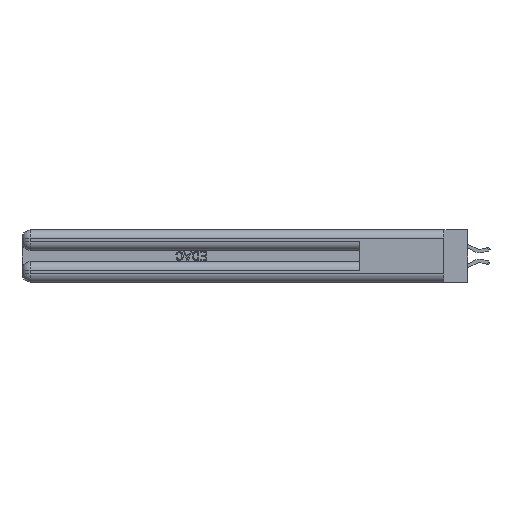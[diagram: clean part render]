
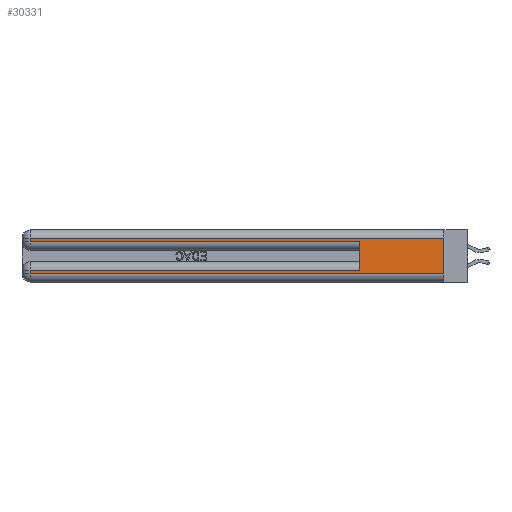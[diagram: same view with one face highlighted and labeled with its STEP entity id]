
A CAD part, left-side view. The second image highlights one B-rep face of the part: STEP entity #30331.
In plain terms, the highlighted planar face has unit normal (-1, 0, 0).
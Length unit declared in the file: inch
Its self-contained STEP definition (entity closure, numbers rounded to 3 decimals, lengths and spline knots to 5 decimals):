
#1823 = CARTESIAN_POINT ( 'NONE',  ( 0., 2.94, 0.31 ) ) ;
#2009 = DIRECTION ( 'NONE',  ( 0., 1., 0. ) ) ;
#2727 = FACE_OUTER_BOUND ( 'NONE', #42992, .T. ) ;
#2768 = VECTOR ( 'NONE', #28480, 39.37008 ) ;
#3879 = LINE ( 'NONE', #7203, #2768 ) ;
#4117 = CARTESIAN_POINT ( 'NONE',  ( 0., 2.94, 0.085 ) ) ;
#4898 = ORIENTED_EDGE ( 'NONE', *, *, #15235, .T. ) ;
#5090 = EDGE_CURVE ( 'NONE', #12651, #38912, #13107, .T. ) ;
#5098 = VERTEX_POINT ( 'NONE', #40886 ) ;
#5838 = LINE ( 'NONE', #22599, #15223 ) ;
#6055 = LINE ( 'NONE', #20680, #31981 ) ;
#6075 = LINE ( 'NONE', #33152, #8314 ) ;
#6274 = LINE ( 'NONE', #37967, #25058 ) ;
#7116 = EDGE_CURVE ( 'NONE', #13728, #44416, #6274, .T. ) ;
#7203 = CARTESIAN_POINT ( 'NONE',  ( 0., 0., 0.285 ) ) ;
#7651 = CARTESIAN_POINT ( 'NONE',  ( 0., 2.94, 0.37 ) ) ;
#8314 = VECTOR ( 'NONE', #36742, 39.37008 ) ;
#8929 = ORIENTED_EDGE ( 'NONE', *, *, #25367, .T. ) ;
#10274 = VERTEX_POINT ( 'NONE', #43860 ) ;
#12376 = DIRECTION ( 'NONE',  ( 1., 0., 0. ) ) ;
#12651 = VERTEX_POINT ( 'NONE', #32027 ) ;
#13107 = LINE ( 'NONE', #44225, #30749 ) ;
#13728 = VERTEX_POINT ( 'NONE', #27153 ) ;
#14624 = ORIENTED_EDGE ( 'NONE', *, *, #7116, .T. ) ;
#14631 = EDGE_CURVE ( 'NONE', #10274, #33200, #6055, .T. ) ;
#15223 = VECTOR ( 'NONE', #26126, 39.37008 ) ;
#15235 = EDGE_CURVE ( 'NONE', #38912, #5098, #35791, .T. ) ;
#16819 = DIRECTION ( 'NONE',  ( 0., -1., 0. ) ) ;
#18472 = AXIS2_PLACEMENT_3D ( 'NONE', #33480, #12376, #37062 ) ;
#18650 = CARTESIAN_POINT ( 'NONE',  ( 0., 0.6, 0.285 ) ) ;
#18716 = LINE ( 'NONE', #7651, #36362 ) ;
#20154 = ORIENTED_EDGE ( 'NONE', *, *, #22193, .F. ) ;
#20680 = CARTESIAN_POINT ( 'NONE',  ( 0., 0., 0.085 ) ) ;
#22193 = EDGE_CURVE ( 'NONE', #12651, #44416, #5838, .T. ) ;
#22599 = CARTESIAN_POINT ( 'NONE',  ( 0., 0., 0.37 ) ) ;
#24914 = VERTEX_POINT ( 'NONE', #18650 ) ;
#25058 = VECTOR ( 'NONE', #16819, 39.37008 ) ;
#25343 = CARTESIAN_POINT ( 'NONE',  ( 0., 2.94, 0.37 ) ) ;
#25367 = EDGE_CURVE ( 'NONE', #5098, #24914, #3879, .T. ) ;
#26126 = DIRECTION ( 'NONE',  ( 0., 0., -1. ) ) ;
#26418 = VECTOR ( 'NONE', #38532, 39.37008 ) ;
#27153 = CARTESIAN_POINT ( 'NONE',  ( 0., 2.94, 0.06 ) ) ;
#28480 = DIRECTION ( 'NONE',  ( 0., -1., 0. ) ) ;
#28757 = DIRECTION ( 'NONE',  ( 0., 0., -1. ) ) ;
#29951 = PLANE ( 'NONE',  #18472 ) ;
#30331 = ADVANCED_FACE ( 'NONE', ( #2727 ), #29951, .F. ) ;
#30749 = VECTOR ( 'NONE', #2009, 39.37008 ) ;
#31981 = VECTOR ( 'NONE', #41949, 39.37008 ) ;
#32027 = CARTESIAN_POINT ( 'NONE',  ( 0., 0., 0.31 ) ) ;
#33152 = CARTESIAN_POINT ( 'NONE',  ( 0., 0.6, 0.145 ) ) ;
#33200 = VERTEX_POINT ( 'NONE', #4117 ) ;
#33480 = CARTESIAN_POINT ( 'NONE',  ( 0., 0., 0.37 ) ) ;
#34129 = ORIENTED_EDGE ( 'NONE', *, *, #42169, .T. ) ;
#35791 = LINE ( 'NONE', #25343, #26418 ) ;
#36362 = VECTOR ( 'NONE', #28757, 39.37008 ) ;
#36742 = DIRECTION ( 'NONE',  ( 0., 0., 1. ) ) ;
#37062 = DIRECTION ( 'NONE',  ( 0., 0., -1. ) ) ;
#37967 = CARTESIAN_POINT ( 'NONE',  ( 0., 0., 0.06 ) ) ;
#38316 = ORIENTED_EDGE ( 'NONE', *, *, #40236, .F. ) ;
#38532 = DIRECTION ( 'NONE',  ( 0., 0., -1. ) ) ;
#38912 = VERTEX_POINT ( 'NONE', #1823 ) ;
#40236 = EDGE_CURVE ( 'NONE', #10274, #24914, #6075, .T. ) ;
#40886 = CARTESIAN_POINT ( 'NONE',  ( 0., 2.94, 0.285 ) ) ;
#41360 = CARTESIAN_POINT ( 'NONE',  ( 0., 0., 0.06 ) ) ;
#41949 = DIRECTION ( 'NONE',  ( 0., 1., 0. ) ) ;
#42169 = EDGE_CURVE ( 'NONE', #33200, #13728, #18716, .T. ) ;
#42992 = EDGE_LOOP ( 'NONE', ( #20154, #44929, #4898, #8929, #38316, #43825, #34129, #14624 ) ) ;
#43825 = ORIENTED_EDGE ( 'NONE', *, *, #14631, .T. ) ;
#43860 = CARTESIAN_POINT ( 'NONE',  ( 0., 0.6, 0.085 ) ) ;
#44225 = CARTESIAN_POINT ( 'NONE',  ( 0., 0., 0.31 ) ) ;
#44416 = VERTEX_POINT ( 'NONE', #41360 ) ;
#44929 = ORIENTED_EDGE ( 'NONE', *, *, #5090, .T. ) ;
